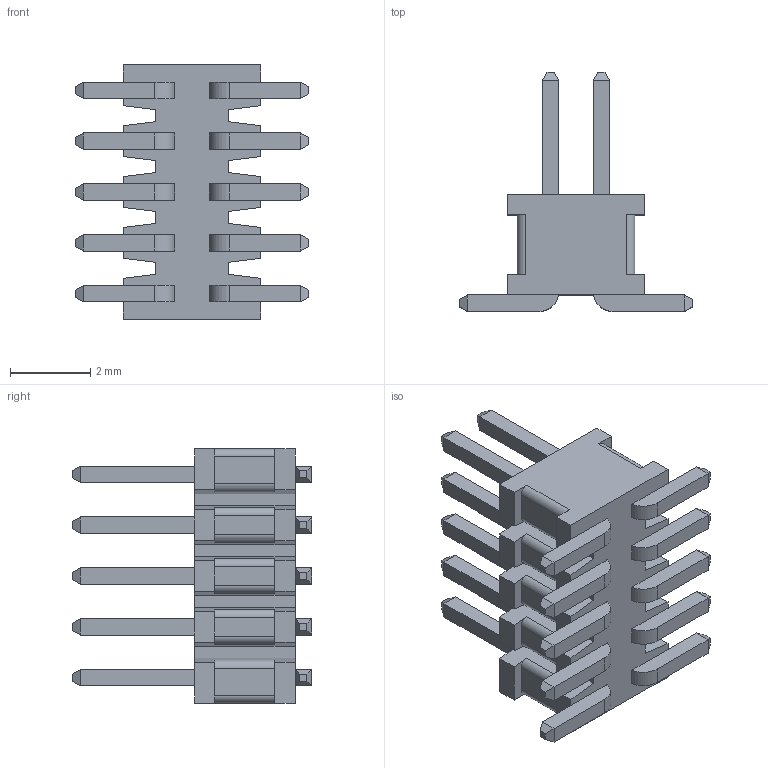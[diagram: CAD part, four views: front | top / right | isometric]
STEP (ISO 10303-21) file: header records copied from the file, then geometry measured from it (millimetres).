
FILE_DESCRIPTION (( 'STEP AP214' ), '1' );
FILE_NAME ('FTSH-105-01-L-DV-007-K.STEP', '2022-03-18T11:22:56', ( '' ), ( '' ), 'SwSTEP 2.0', 'SolidWorks 2018', '' );
FILE_SCHEMA (( 'AUTOMOTIVE_DESIGN' ));
Length unit declared in the file: millimetre
Products named in the file (1): FTSH-105-01-L-DV-007-K
Bounding box: 5.84 x 5.97 x 6.35 mm (x, y, z)
Volume: 53.4 mm3; surface area: 279.7 mm2
Topology: 11 solids, 11 shells, 320 faces, 802 edges, 508 vertices
Faces by surface type: plane 282, cylinder 38
Entity records: 11345 total; most frequent: CARTESIAN_POINT 1631, ORIENTED_EDGE 1604, DIRECTION 1520, EDGE_CURVE 802, VECTOR 726, LINE 726, VERTEX_POINT 508, AXIS2_PLACEMENT_3D 397
